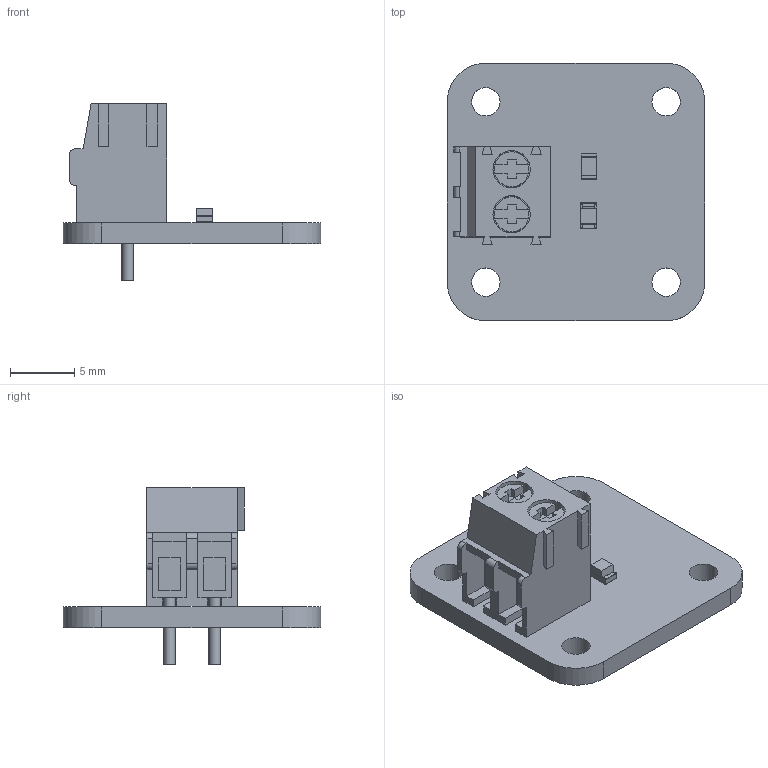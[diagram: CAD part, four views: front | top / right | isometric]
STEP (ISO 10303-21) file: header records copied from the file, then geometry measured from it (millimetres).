
FILE_DESCRIPTION(('KiCad electronic assembly'),'2;1');
FILE_NAME('kicad-automation-test-3D.step','2023-02-10T23:53:30',( 'Pcbnew'),('Kicad'),'Open CASCADE STEP processor 7.5', 'KiCad to STEP converter','Unknown');
FILE_SCHEMA(('AUTOMOTIVE_DESIGN { 1 0 10303 214 1 1 1 1 }'));
Length unit declared in the file: millimetre
Products named in the file (8): kicad-automation-test-3D 1; TerminalBlock_Phoenix_PT-1,5-2-3.5-H_1x02_P3.50mm_Horizontal; SOLID; LED_0805_2012Metric; R_0805_2012Metric; tmpqcbv9ky4 PCB
Assembly tree (7 placements, depth 3):
  kicad-automation-test-3D 1
    TerminalBlock_Phoenix_PT-1,5-2-3.5-H_1x02_P3.50mm_Horizontal
      SOLID
    LED_0805_2012Metric
      SOLID
    R_0805_2012Metric
      SOLID
    tmpqcbv9ky4 PCB
Bounding box: 20 x 20 x 13.7 mm (x, y, z)
Volume: 942.8 mm3; surface area: 1672.9 mm2
Topology: 4 solids, 4 shells, 216 faces, 579 edges, 378 vertices
Faces by surface type: plane 174, cylinder 42
Full cylindrical faces by diameter (mm): 0.9 x2, 1.2 x2, 2.2 x4, 2.7 x2, 2.9 x2
Entity records: 15921 total; most frequent: CARTESIAN_POINT 2655, DIRECTION 2227, LINE 1505, VECTOR 1505, ORIENTED_EDGE 1158, PCURVE 1158, DEFINITIONAL_REPRESENTATION 1158, EDGE_CURVE 579
